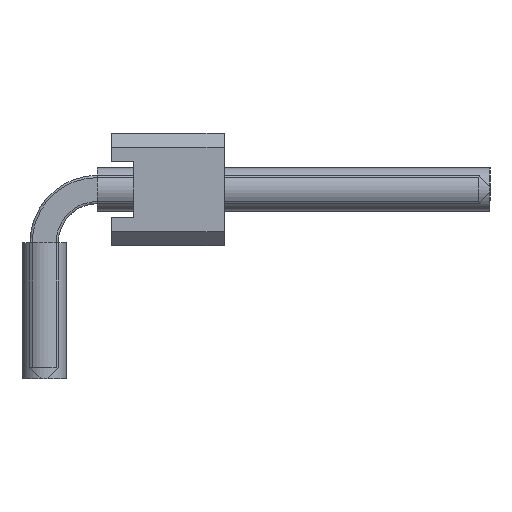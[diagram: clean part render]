
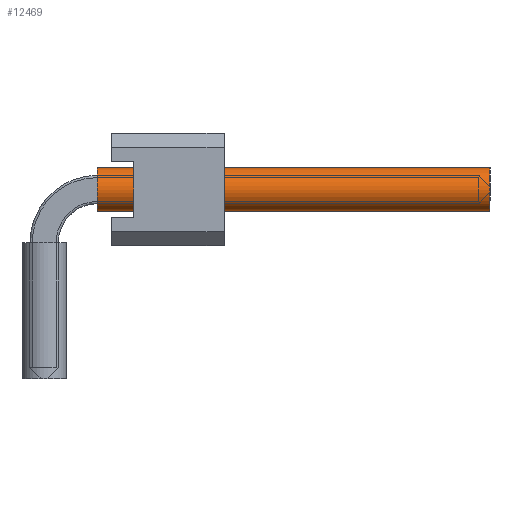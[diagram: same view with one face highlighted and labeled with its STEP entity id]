
A CAD part, left-side view. The second image highlights one B-rep face of the part: STEP entity #12469.
In plain terms, the highlighted cylindrical face has radius 0.5 mm (diameter 1 mm), a full revolution.
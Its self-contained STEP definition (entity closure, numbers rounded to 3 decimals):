
#7030=ORIENTED_EDGE('',*,*,#8808,.F.);
#7031=ORIENTED_EDGE('',*,*,#8809,.T.);
#8808=EDGE_CURVE('',#9992,#9992,#10332,.T.);
#8809=EDGE_CURVE('',#9993,#9993,#10333,.T.);
#9992=VERTEX_POINT('',#20488);
#9993=VERTEX_POINT('',#20490);
#10332=CIRCLE('',#13467,0.5);
#10333=CIRCLE('',#13468,0.5);
#11014=EDGE_LOOP('',(#7030));
#11015=EDGE_LOOP('',(#7031));
#11696=FACE_BOUND('',#11014,.T.);
#11697=FACE_BOUND('',#11015,.T.);
#11869=CYLINDRICAL_SURFACE('',#13466,0.5);
#12469=ADVANCED_FACE('',(#11696,#11697),#11869,.F.);
#13466=AXIS2_PLACEMENT_3D('',#20486,#16841,#16842);
#13467=AXIS2_PLACEMENT_3D('',#20487,#16843,#16844);
#13468=AXIS2_PLACEMENT_3D('',#20489,#16845,#16846);
#16841=DIRECTION('',(1.,0.,0.));
#16842=DIRECTION('',(0.,0.,-1.));
#16843=DIRECTION('',(-1.,0.,0.));
#16844=DIRECTION('',(0.,0.,1.));
#16845=DIRECTION('',(-1.,0.,0.));
#16846=DIRECTION('',(0.,0.,1.));
#20486=CARTESIAN_POINT('',(1.2,0.,4.27));
#20487=CARTESIAN_POINT('',(10.06,0.,4.27));
#20488=CARTESIAN_POINT('',(10.06,0.,4.77));
#20489=CARTESIAN_POINT('',(1.2,0.,4.27));
#20490=CARTESIAN_POINT('',(1.2,0.,4.77));
